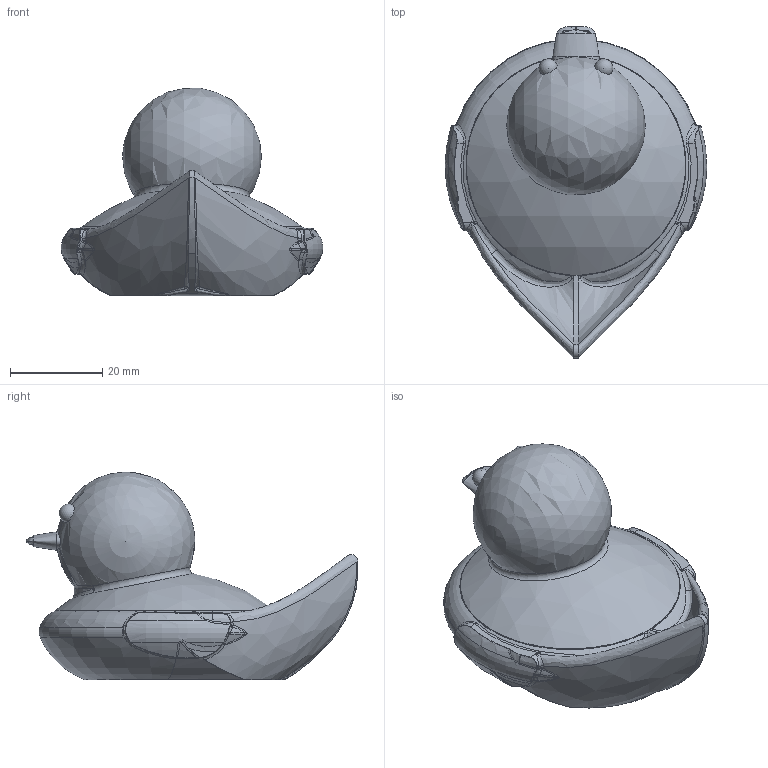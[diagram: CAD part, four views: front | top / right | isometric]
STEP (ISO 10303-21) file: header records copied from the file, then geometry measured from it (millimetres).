
FILE_DESCRIPTION(/* description */ ('STEP AP242 Edition 2','CAx-IF Rec.Pracs.---Representation and Presentation of Product Manufacturing Information (PMI)---4.0---2014-10-13','CAx-IF Rec.Pracs.---3D Tessellated Geometry---0.4---2014-09-14','2;1','CAx-IF Rec.Pracs.---User Defined Attributes---1.5---2016-08-15'),/* implementation_level */ '2;1');
FILE_NAME(/* name */ '6956b5754ee907f7eb826f48',/* time_stamp */ '2026-01-01T17:57:10Z',/* author */ (''),/* organization */ (''),/* preprocessor_version */ 'ST-DEVELOPER v20',/* originating_system */ 'ONSHAPE BY PTC INC, 1.208',/* authorisation */ ' ');
FILE_SCHEMA (('AP242_MANAGED_MODEL_BASED_3D_ENGINEERING_MIM_LF { 1 0 10303 442 3 1 4 }'));
Length unit declared in the file: metre
Products named in the file (1): Rubber Ducky
Bounding box: 56.56 x 71.79 x 44.89 mm (x, y, z)
Volume: 53408 mm3; surface area: 9836.8 mm2
Topology: 1 solids, 5 shells, 300 faces, 738 edges, 430 vertices
Faces by surface type: bspline 209, cylinder 31, torus 23, plane 20, sphere 12, cone 5
Full cylindrical faces by diameter (mm): 20 x1
Entity records: 13345 total; most frequent: CARTESIAN_POINT 8017, ORIENTED_EDGE 1406, EDGE_CURVE 703, DIRECTION 561, B_SPLINE_CURVE_WITH_KNOTS 494, VERTEX_POINT 422, EDGE_LOOP 307, FACE_BOUND 307
